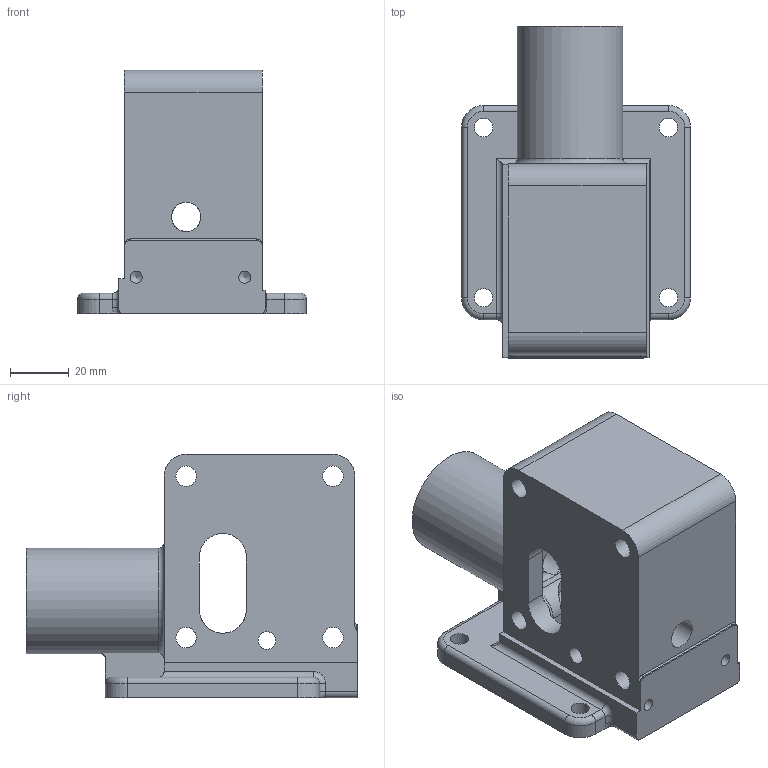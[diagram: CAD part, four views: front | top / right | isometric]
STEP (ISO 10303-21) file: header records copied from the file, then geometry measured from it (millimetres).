
FILE_DESCRIPTION(/* description */ (''),/* implementation_level */ '2;1');
FILE_NAME(/* name */ 'Piesa 091.stp',/* time_stamp */ '2015-02-28T12:39:12+02:00',/* author */ ('SFC'),/* organization */ (''),/* preprocessor_version */ 'ST-DEVELOPER v15.2',/* originating_system */ 'Autodesk Inventor 2014',/* authorisation */ '');
FILE_SCHEMA (('AUTOMOTIVE_DESIGN { 1 0 10303 214 3 1 1 }'));
Length unit declared in the file: millimetre
Products named in the file (1): Piesa 091
Bounding box: 78 x 113 x 83 mm (x, y, z)
Volume: 166892.9 mm3; surface area: 53223.3 mm2
Topology: 1 solids, 1 shells, 153 faces, 397 edges, 246 vertices
Faces by surface type: cylinder 77, plane 42, torus 20, sphere 12, cone 2
Full cylindrical faces by diameter (mm): 4.134 x2, 6 x1, 6.2 x4, 7 x4, 10 x2, 20 x1, 24 x1, 27 x1, 36 x1
Entity records: 4716 total; most frequent: CARTESIAN_POINT 954, DIRECTION 827, ORIENTED_EDGE 724, EDGE_CURVE 362, AXIS2_PLACEMENT_3D 330, VERTEX_POINT 231, EDGE_LOOP 201, CIRCLE 172
